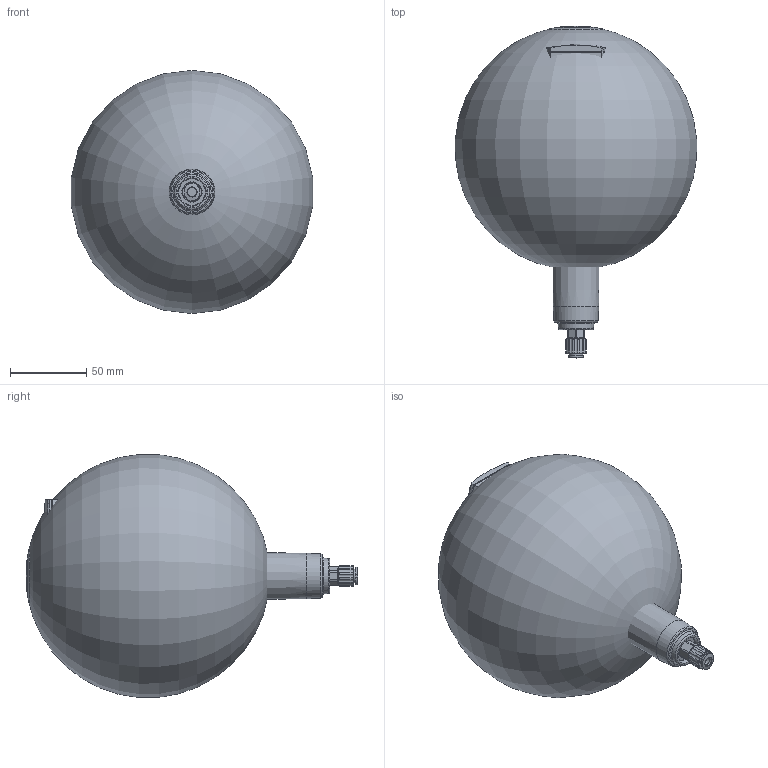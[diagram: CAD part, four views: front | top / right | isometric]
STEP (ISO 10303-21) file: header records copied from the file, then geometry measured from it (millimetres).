
FILE_DESCRIPTION(/* description */ ('STEP AP214'),/* implementation_level */ '2;1');
FILE_NAME(/* name */ '8130947_MS4-EM1FR-1_4-D6-C-P-M-A8-WPE-B',/* time_stamp */ '2024-09-09T16:44:51+02:00',/* author */ ('License CC BY-ND 4.0'),/* organization */ ('CADENAS'),/* preprocessor_version */ 'ST-DEVELOPER v19.3',/* originating_system */ 'PARTsolutions',/* authorisation */ ' ');
FILE_SCHEMA (('AUTOMOTIVE_DESIGN {1 0 10303 214 3 1 1}'));
Length unit declared in the file: millimetre
Products named in the file (6): 8130947 MS4-EM1FR-1/4-D6-C-P-M-A8-WPE-B; 541266 MS4-EM1-1/4-1D; 8098261 MS4-LFR-1/4-D6-C-P-M-A8-B---(high); 8092760 MS4-MV-B---(46_high_m); 8116179 MS4-MV-B---(0_high_m); 8099174 MS4-WP-B-p2
Assembly tree (5 placements, depth 2):
  8130947 MS4-EM1FR-1/4-D6-C-P-M-A8-WPE-B
    541266 MS4-EM1-1/4-1D
    8098261 MS4-LFR-1/4-D6-C-P-M-A8-B---(high)
    8092760 MS4-MV-B---(46_high_m)
    8116179 MS4-MV-B---(0_high_m)
    8099174 MS4-WP-B-p2
Bounding box: 158.4 x 218.01 x 159.56 mm (x, y, z)
Volume: 2059225 mm3; surface area: 145569.8 mm2
Topology: 5 solids, 5 shells, 974 faces, 2651 edges, 1738 vertices
Faces by surface type: plane 562, cylinder 329, cone 49, torus 31, sphere 3
Full cylindrical faces by diameter (mm): 2.459 x4, 2.55 x2, 3 x2, 3.5 x2, 4.8 x2, 5.6 x2, 6 x5, 6.1 x3, 7.5 x1, 8.566 x1, 8.72 x1, 11.445 x5, 15 x1, 27.9 x1, 38.8 x1
Entity records: 37013 total; most frequent: CARTESIAN_POINT 5925, ORIENTED_EDGE 5102, DIRECTION 5094, EDGE_CURVE 2551, AXIS2_PLACEMENT_3D 1749, VERTEX_POINT 1723, LINE 1596, VECTOR 1596
